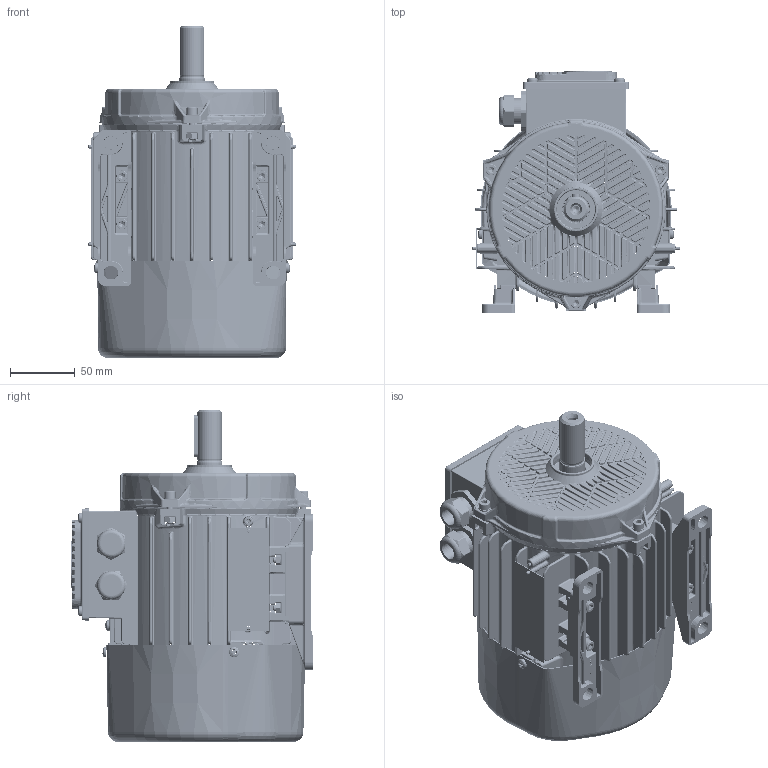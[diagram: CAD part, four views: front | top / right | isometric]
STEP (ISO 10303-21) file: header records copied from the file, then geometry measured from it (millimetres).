
FILE_DESCRIPTION(/* description */ (''),/* implementation_level */ '2;1');
FILE_NAME(/* name */ '6722343xx_AA-DIS GORUNUS QN 80 S GOVDE.stp',/* time_stamp */ '2022-09-22T08:46:34+03:00',/* author */ (''),/* organization */ (''),/* preprocessor_version */ 'ST-DEVELOPER v16',/* originating_system */ 'SIEMENS PLM Software NX 11.0',/* authorisation */ '');
FILE_SCHEMA (('AUTOMOTIVE_DESIGN { 1 0 10303 214 3 1 1 1 }'));
Length unit declared in the file: millimetre
Products named in the file (1): 260320808B12lifa
Bounding box: 159.68 x 186.95 x 255.71 mm (x, y, z)
Surface area: 301323.4 mm2 (no closed solid volume)
Topology: 0 solids, 121 shells, 6584 faces, 21210 edges, 13741 vertices
Faces by surface type: bspline 2345, cylinder 2011, plane 1610, torus 333, sphere 151, cone 130, extrusion 4
Full cylindrical faces by diameter (mm): 4 x3, 4.5 x1, 5 x7, 5.1 x1, 6.4 x1, 8 x8, 8.5 x7, 13 x2, 18.4 x1, 19 x2, 20 x4, 27.8 x1, 134.4 x1
Entity records: 283866 total; most frequent: CARTESIAN_POINT 116602, ORIENTED_EDGE 32868, DIRECTION 32851, EDGE_CURVE 20767, VERTEX_POINT 13660, AXIS2_PLACEMENT_3D 13105, CIRCLE 7222, EDGE_LOOP 7038
